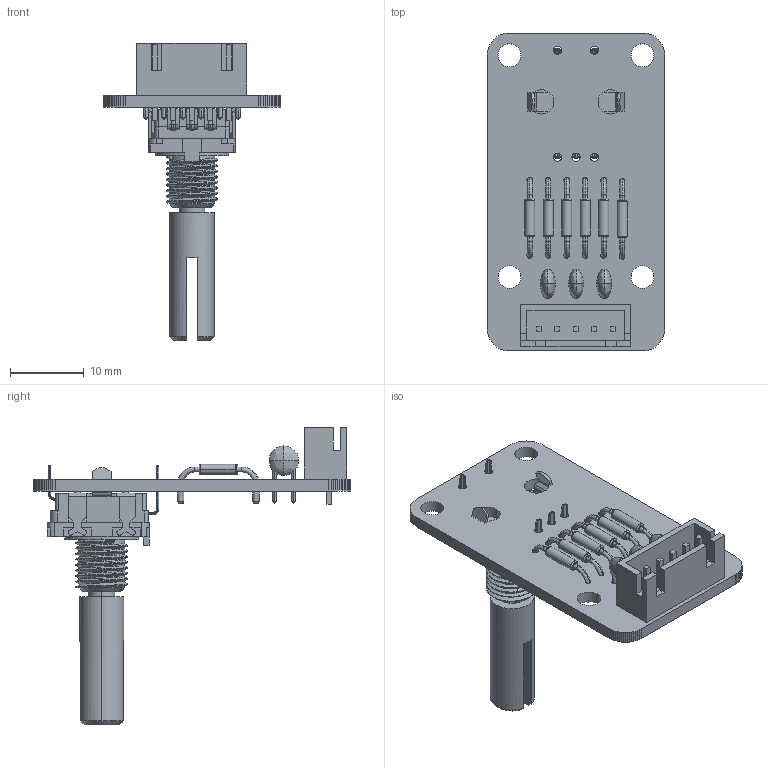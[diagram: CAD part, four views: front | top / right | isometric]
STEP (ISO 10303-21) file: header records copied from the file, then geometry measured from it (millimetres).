
FILE_DESCRIPTION(('PCB Model'),'2;1');
FILE_NAME('encoder_board.STEP','2019-10-07T11:35:17',('guigur'),('Unspecified'), 'Open CASCADE STEP processor 6.8','Proteus','Unknown');
FILE_SCHEMA(('AUTOMOTIVE_DESIGN { 1 0 10303 214 1 1 1 1 }'));
Length unit declared in the file: millimetre
Products named in the file (34): Open CASCADE STEP translator 6.8 1; Layer_1; J1; Open CASCADE STEP translator 6.8 1.2.1; Body_1; R1; Open CASCADE STEP translator 6.8 1.3.1; Pin_1; Pin_2; R2; R3; R4; R5; R6; C1; Open CASCADE STEP translator 6.8 1.9.1; C2; C3; U1; Open CASCADE STEP translator 6.8 1.12.1; SOLID
Assembly tree (43 placements, depth 7):
  Open CASCADE STEP translator 6.8 1
    Layer_1
    J1
      Open CASCADE STEP translator 6.8 1.2.1
        Body_1
    R1
      Open CASCADE STEP translator 6.8 1.3.1
        Body_1
        Pin_1
        Pin_2
    R2
      Open CASCADE STEP translator 6.8 1.3.1
        Body_1
        Pin_1
        Pin_2
    R3
      Open CASCADE STEP translator 6.8 1.3.1
        Body_1
        Pin_1
        Pin_2
    R4
      Open CASCADE STEP translator 6.8 1.3.1
        Body_1
        Pin_1
        Pin_2
    R5
      Open CASCADE STEP translator 6.8 1.3.1
        Body_1
        Pin_1
        Pin_2
    R6
      Open CASCADE STEP translator 6.8 1.3.1
        Body_1
        Pin_1
        Pin_2
    C1
      Open CASCADE STEP translator 6.8 1.9.1
        Body_1
        Pin_1
        Pin_2
    C2
      Open CASCADE STEP translator 6.8 1.9.1
        Body_1
        Pin_1
        Pin_2
    C3
      Open CASCADE STEP translator 6.8 1.9.1
        Body_1
        Pin_1
        Pin_2
    U1
      Open CASCADE STEP translator 6.8 1.12.1
        Body_1
          (unnamed)
          (unnamed)
          (unnamed)
          (unnamed)
            (unnamed)  x3
              SOLID
              SOLID
Bounding box: 24 x 43 x 40.21 mm (x, y, z)
Volume: 3533.6 mm3; surface area: 5645.6 mm2
Topology: 41 solids, 41 shells, 980 faces, 2559 edges, 1586 vertices
Faces by surface type: plane 477, cylinder 270, bspline 120, sphere 72, torus 24, extrusion 12, cone 5
Entity records: 26927 total; most frequent: CARTESIAN_POINT 8250, ORIENTED_EDGE 3686, DIRECTION 3319, EDGE_CURVE 1843, VECTOR 1269, LINE 1267, VERTEX_POINT 1216, AXIS2_PLACEMENT_3D 1025
